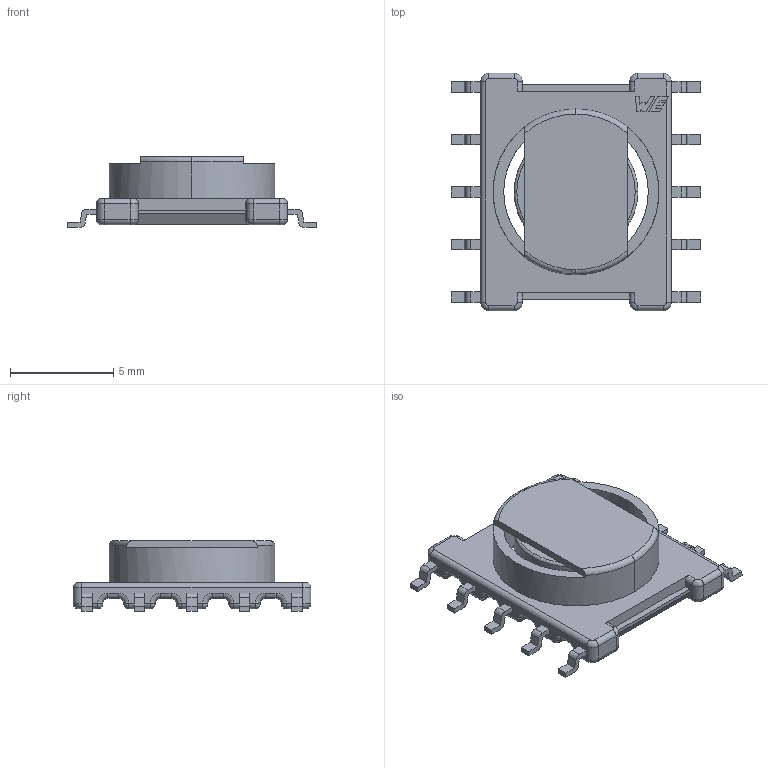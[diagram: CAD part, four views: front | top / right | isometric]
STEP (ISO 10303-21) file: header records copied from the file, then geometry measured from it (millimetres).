
FILE_DESCRIPTION(/* description */ ('Unknown'),/* implementation_level */ '2;1');
FILE_NAME(/* name */ 'T_Wurth_WE-PPTM-1212',/* time_stamp */ '2025-12-25T16:53:59+08:00',/* author */ ('Unknown'),/* organization */ ('Unknown'),/* preprocessor_version */ 'ST-DEVELOPER v19.4',/* originating_system */ 'Solid Edge',/* authorisation */ 'Unknown');
FILE_SCHEMA (('AUTOMOTIVE_DESIGN {1 0 10303 214 3 1 1}'));
Length unit declared in the file: millimetre
Products named in the file (2): T_Wurth_WE-PPTM-1212
Assembly tree (1 placements, depth 2):
  T_Wurth_WE-PPTM-1212
    T_Wurth_WE-PPTM-1212
Bounding box: 12.07 x 11.5 x 3.43 mm (x, y, z)
Volume: 131.1 mm3; surface area: 421.8 mm2
Topology: 1 solids, 1 shells, 355 faces, 910 edges, 538 vertices
Faces by surface type: plane 159, cylinder 110, torus 58, sphere 28
Entity records: 13045 total; most frequent: DIRECTION 1908, CARTESIAN_POINT 1880, ORIENTED_EDGE 1764, EDGE_CURVE 882, AXIS2_PLACEMENT_3D 688, VERTEX_POINT 538, LINE 532, VECTOR 532
